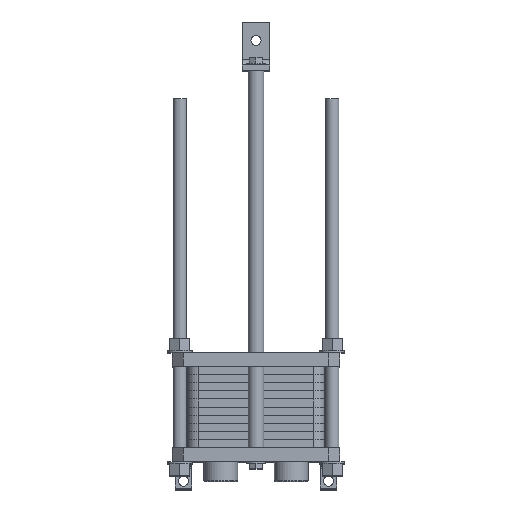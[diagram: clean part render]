
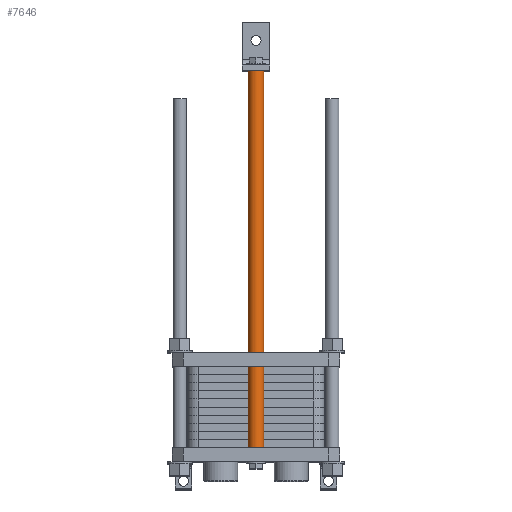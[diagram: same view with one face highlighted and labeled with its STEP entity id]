
A CAD part, top view. The second image highlights one B-rep face of the part: STEP entity #7646.
In plain terms, the highlighted cylindrical face has radius 14 mm (diameter 28 mm), a full revolution.
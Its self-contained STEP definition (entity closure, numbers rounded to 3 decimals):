
#885=CYLINDRICAL_SURFACE('',#8125,14.);
#1013=FACE_BOUND('',#3389,.T.);
#2947=FACE_OUTER_BOUND('',#3388,.T.);
#3388=EDGE_LOOP('',(#6362));
#3389=EDGE_LOOP('',(#6363));
#3596=CIRCLE('',#7853,14.);
#3646=CIRCLE('',#7981,14.);
#4028=VERTEX_POINT('',#11115);
#4180=VERTEX_POINT('',#11554);
#4629=EDGE_CURVE('',#4028,#4028,#3596,.T.);
#4838=EDGE_CURVE('',#4180,#4180,#3646,.T.);
#6362=ORIENTED_EDGE('',*,*,#4629,.F.);
#6363=ORIENTED_EDGE('',*,*,#4838,.F.);
#7646=ADVANCED_FACE('',(#2947,#1013),#885,.T.);
#7853=AXIS2_PLACEMENT_3D('',#11116,#8691,#8692);
#7981=AXIS2_PLACEMENT_3D('',#11555,#9106,#9107);
#8125=AXIS2_PLACEMENT_3D('',#12010,#9568,#9569);
#8691=DIRECTION('center_axis',(0.,1.,0.));
#8692=DIRECTION('ref_axis',(-1.,0.,0.));
#9106=DIRECTION('center_axis',(0.,-1.,0.));
#9107=DIRECTION('ref_axis',(-1.,0.,0.));
#9568=DIRECTION('center_axis',(0.,1.,0.));
#9569=DIRECTION('ref_axis',(-1.,0.,0.));
#11115=CARTESIAN_POINT('',(14.,675.,573.));
#11116=CARTESIAN_POINT('Origin',(0.,675.,573.));
#11554=CARTESIAN_POINT('',(14.,0.,573.));
#11555=CARTESIAN_POINT('Origin',(0.,0.,
573.));
#12010=CARTESIAN_POINT('Origin',(0.,-37.,573.));
